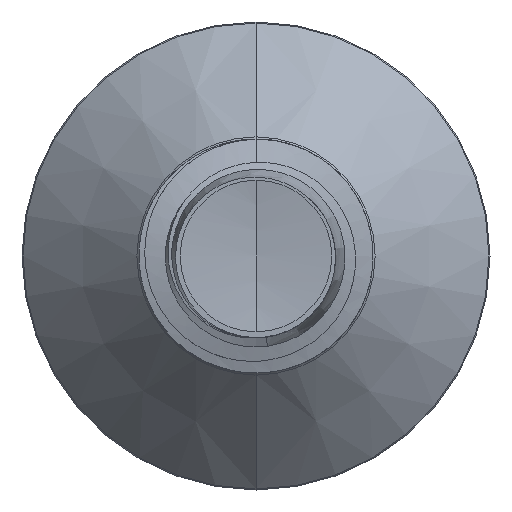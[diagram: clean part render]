
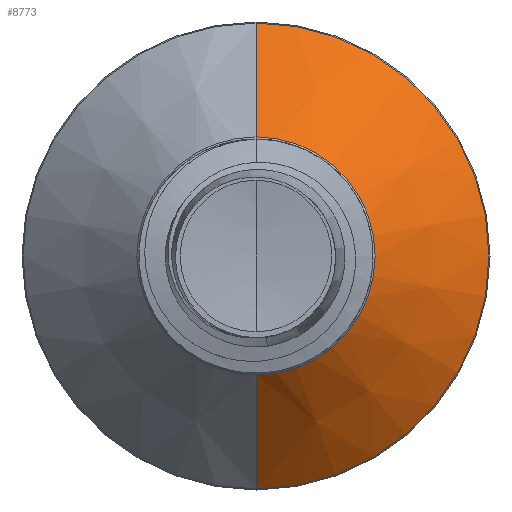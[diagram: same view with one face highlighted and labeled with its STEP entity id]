
A CAD part, front view. The second image highlights one B-rep face of the part: STEP entity #8773.
In plain terms, the highlighted conical face has half-angle 45 degrees and reference radius 1.782 mm.
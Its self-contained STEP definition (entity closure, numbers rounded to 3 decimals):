
#1374 = DIRECTION ( 'NONE',  ( 0., 1., 0. ) ) ;
#1397 = EDGE_CURVE ( 'NONE', #5910, #10976, #14624, .T. ) ;
#1596 = CONICAL_SURFACE ( 'NONE', #9121, 1.782, 0.785 ) ;
#1899 = DIRECTION ( 'NONE',  ( 0., 1., 0. ) ) ;
#2030 = FACE_OUTER_BOUND ( 'NONE', #13447, .T. ) ;
#2512 = EDGE_CURVE ( 'NONE', #10976, #12010, #14429, .T. ) ;
#3915 = AXIS2_PLACEMENT_3D ( 'NONE', #11398, #4008, #12643 ) ;
#4008 = DIRECTION ( 'NONE',  ( 0., 1., 0. ) ) ;
#4099 = ORIENTED_EDGE ( 'NONE', *, *, #4533, .T. ) ;
#4533 = EDGE_CURVE ( 'NONE', #5910, #13645, #10603, .T. ) ;
#5003 = DIRECTION ( 'NONE',  ( 0., 0.707, -0.707 ) ) ;
#5180 = LINE ( 'NONE', #8640, #11328 ) ;
#5858 = CARTESIAN_POINT ( 'NONE',  ( 0., 5.132, -1.782 ) ) ;
#5910 = VERTEX_POINT ( 'NONE', #16155 ) ;
#6451 = CARTESIAN_POINT ( 'NONE',  ( 0., 5.132, 0. ) ) ;
#7951 = AXIS2_PLACEMENT_3D ( 'NONE', #9355, #1899, #10584 ) ;
#8640 = CARTESIAN_POINT ( 'NONE',  ( 0., 5.132, -1.782 ) ) ;
#8773 = ADVANCED_FACE ( 'NONE', ( #2030 ), #1596, .T. ) ;
#8893 = DIRECTION ( 'NONE',  ( 0., 0.707, 0.707 ) ) ;
#9121 = AXIS2_PLACEMENT_3D ( 'NONE', #6451, #1374, #14992 ) ;
#9355 = CARTESIAN_POINT ( 'NONE',  ( 0., 5.132, 0. ) ) ;
#9705 = EDGE_CURVE ( 'NONE', #13645, #12010, #5180, .T. ) ;
#10584 = DIRECTION ( 'NONE',  ( 0., 0., 1. ) ) ;
#10603 = CIRCLE ( 'NONE', #7951, 1.782 ) ;
#10660 = CARTESIAN_POINT ( 'NONE',  ( 0., 6.835, -3.485 ) ) ;
#10976 = VERTEX_POINT ( 'NONE', #13849 ) ;
#11328 = VECTOR ( 'NONE', #5003, 1000. ) ;
#11374 = VECTOR ( 'NONE', #8893, 1000. ) ;
#11398 = CARTESIAN_POINT ( 'NONE',  ( 0., 6.835, 0. ) ) ;
#11637 = ORIENTED_EDGE ( 'NONE', *, *, #9705, .T. ) ;
#11715 = ORIENTED_EDGE ( 'NONE', *, *, #2512, .F. ) ;
#11838 = ORIENTED_EDGE ( 'NONE', *, *, #1397, .F. ) ;
#12010 = VERTEX_POINT ( 'NONE', #10660 ) ;
#12643 = DIRECTION ( 'NONE',  ( 0., 0., 1. ) ) ;
#13447 = EDGE_LOOP ( 'NONE', ( #4099, #11637, #11715, #11838 ) ) ;
#13645 = VERTEX_POINT ( 'NONE', #5858 ) ;
#13849 = CARTESIAN_POINT ( 'NONE',  ( 0., 6.835, 3.485 ) ) ;
#14429 = CIRCLE ( 'NONE', #3915, 3.485 ) ;
#14624 = LINE ( 'NONE', #15019, #11374 ) ;
#14992 = DIRECTION ( 'NONE',  ( 0., 0., 1. ) ) ;
#15019 = CARTESIAN_POINT ( 'NONE',  ( 0., 5.132, 1.782 ) ) ;
#16155 = CARTESIAN_POINT ( 'NONE',  ( 0., 5.132, 1.782 ) ) ;
